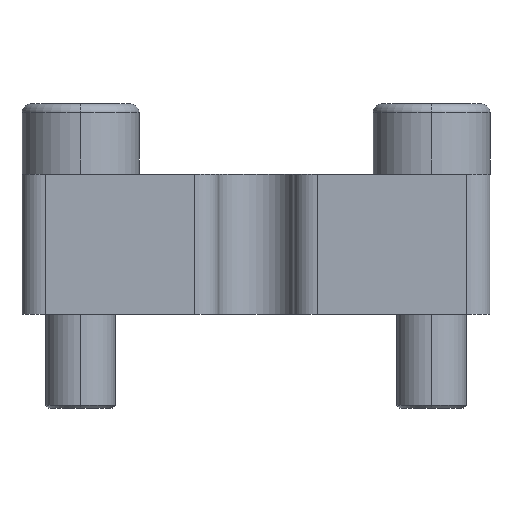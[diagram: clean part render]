
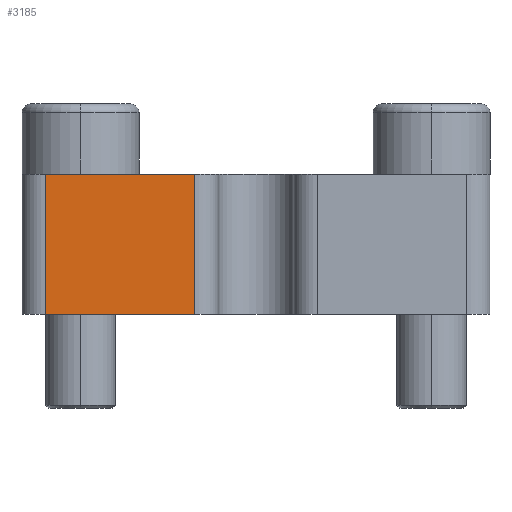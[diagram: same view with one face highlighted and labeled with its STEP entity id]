
A CAD part, left-side view. The second image highlights one B-rep face of the part: STEP entity #3185.
In plain terms, the highlighted planar face has unit normal (-1, 0, 0).
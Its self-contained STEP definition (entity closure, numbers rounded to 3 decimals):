
#247 = DIRECTION ( 'NONE',  ( 0., 0., -1. ) ) ;
#248 = DIRECTION ( 'NONE',  ( 0., 0., -1. ) ) ;
#251 = CARTESIAN_POINT ( 'NONE',  ( -34.973, 20.332, 12. ) ) ;
#271 = CARTESIAN_POINT ( 'NONE',  ( -34.973, 7.582, 12. ) ) ;
#474 = DIRECTION ( 'NONE',  ( 0., 1., 0. ) ) ;
#475 = CARTESIAN_POINT ( 'NONE',  ( -34.973, -58.914, 0. ) ) ;
#778 = DIRECTION ( 'NONE',  ( 0., 0., 1. ) ) ;
#781 = DIRECTION ( 'NONE',  ( -1., 0., 0. ) ) ;
#784 = PLANE ( 'NONE',  #3278 ) ;
#788 = CARTESIAN_POINT ( 'NONE',  ( -34.973, -58.914, 12. ) ) ;
#957 = CARTESIAN_POINT ( 'NONE',  ( -34.973, 20.332, 12. ) ) ;
#992 = CARTESIAN_POINT ( 'NONE',  ( -34.973, 20.332, 0. ) ) ;
#1348 = FACE_OUTER_BOUND ( 'NONE', #2796, .T. ) ;
#1746 = CARTESIAN_POINT ( 'NONE',  ( -34.973, 7.582, 12. ) ) ;
#2027 = CARTESIAN_POINT ( 'NONE',  ( -34.973, 7.582, 0. ) ) ;
#2422 = ORIENTED_EDGE ( 'NONE', *, *, #3579, .T. ) ;
#2435 = ORIENTED_EDGE ( 'NONE', *, *, #3437, .F. ) ;
#2503 = VERTEX_POINT ( 'NONE', #2027 ) ;
#2624 = VERTEX_POINT ( 'NONE', #1746 ) ;
#2796 = EDGE_LOOP ( 'NONE', ( #2435, #4423, #2422, #4180 ) ) ;
#2921 = VERTEX_POINT ( 'NONE', #992 ) ;
#3090 = VERTEX_POINT ( 'NONE', #957 ) ;
#3185 = ADVANCED_FACE ( 'NONE', ( #1348 ), #784, .T. ) ;
#3278 = AXIS2_PLACEMENT_3D ( 'NONE', #788, #781, #778 ) ;
#3437 = EDGE_CURVE ( 'NONE', #2503, #2921, #3723, .T. ) ;
#3519 = EDGE_CURVE ( 'NONE', #3090, #2921, #4576, .T. ) ;
#3520 = EDGE_CURVE ( 'NONE', #2624, #2503, #4578, .T. ) ;
#3579 = EDGE_CURVE ( 'NONE', #2624, #3090, #4475, .T. ) ;
#3720 = VECTOR ( 'NONE', #474, 1000. ) ;
#3723 = LINE ( 'NONE', #475, #3720 ) ;
#4056 = CARTESIAN_POINT ( 'NONE',  ( -34.973, -58.914, 12. ) ) ;
#4057 = DIRECTION ( 'NONE',  ( 0., 1., 0. ) ) ;
#4180 = ORIENTED_EDGE ( 'NONE', *, *, #3519, .T. ) ;
#4423 = ORIENTED_EDGE ( 'NONE', *, *, #3520, .F. ) ;
#4471 = VECTOR ( 'NONE', #4057, 1000. ) ;
#4475 = LINE ( 'NONE', #4056, #4471 ) ;
#4571 = VECTOR ( 'NONE', #247, 1000. ) ;
#4573 = VECTOR ( 'NONE', #248, 1000. ) ;
#4576 = LINE ( 'NONE', #251, #4573 ) ;
#4578 = LINE ( 'NONE', #271, #4571 ) ;
